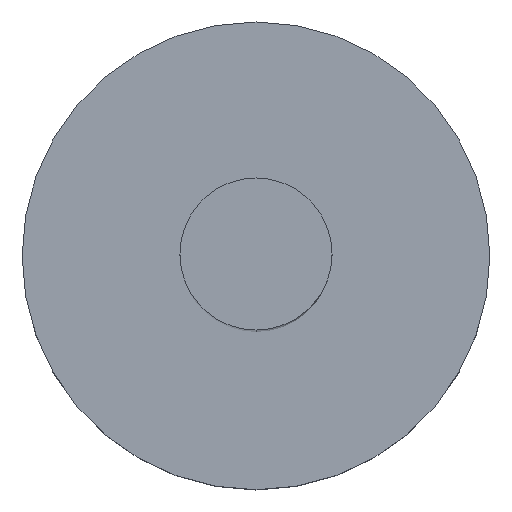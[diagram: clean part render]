
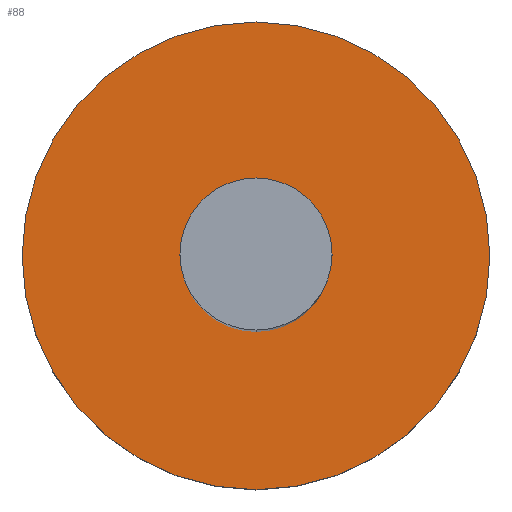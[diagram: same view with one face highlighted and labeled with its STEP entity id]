
A CAD part, top view. The second image highlights one B-rep face of the part: STEP entity #88.
In plain terms, the highlighted face is planar.
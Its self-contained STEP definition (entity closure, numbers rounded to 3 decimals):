
#19 = DIRECTION ( 'NONE',  ( 0., 0., 1. ) ) ;
#20 = DIRECTION ( 'NONE',  ( 0., 1., 0. ) ) ;
#21 = CARTESIAN_POINT ( 'NONE',  ( 0., 0., 0. ) ) ;
#46 = CARTESIAN_POINT ( 'NONE',  ( 0., 0., -20. ) ) ;
#51 = FACE_OUTER_BOUND ( 'NONE', #302, .T. ) ;
#72 = CARTESIAN_POINT ( 'NONE',  ( 0., 0., 20. ) ) ;
#81 = AXIS2_PLACEMENT_3D ( 'NONE', #234, #238, #177 ) ;
#88 = ADVANCED_FACE ( 'NONE', ( #51 ), #268, .T. ) ;
#107 = EDGE_CURVE ( 'NONE', #459, #472, #457, .T. ) ;
#164 = ORIENTED_EDGE ( 'NONE', *, *, #107, .T. ) ;
#168 = AXIS2_PLACEMENT_3D ( 'NONE', #21, #20, #19 ) ;
#177 = DIRECTION ( 'NONE',  ( 0., 0., 1. ) ) ;
#192 = CARTESIAN_POINT ( 'NONE',  ( 0., 0., 0. ) ) ;
#201 = DIRECTION ( 'NONE',  ( 0., 1., 0. ) ) ;
#220 = DIRECTION ( 'NONE',  ( 0., 0., 1. ) ) ;
#234 = CARTESIAN_POINT ( 'NONE',  ( 0., 0., 0. ) ) ;
#238 = DIRECTION ( 'NONE',  ( 0., 1., 0. ) ) ;
#243 = ORIENTED_EDGE ( 'NONE', *, *, #460, .T. ) ;
#248 = CIRCLE ( 'NONE', #168, 20. ) ;
#268 = PLANE ( 'NONE',  #467 ) ;
#302 = EDGE_LOOP ( 'NONE', ( #164, #243 ) ) ;
#457 = CIRCLE ( 'NONE', #81, 20. ) ;
#459 = VERTEX_POINT ( 'NONE', #72 ) ;
#460 = EDGE_CURVE ( 'NONE', #472, #459, #248, .T. ) ;
#467 = AXIS2_PLACEMENT_3D ( 'NONE', #192, #201, #220 ) ;
#472 = VERTEX_POINT ( 'NONE', #46 ) ;
